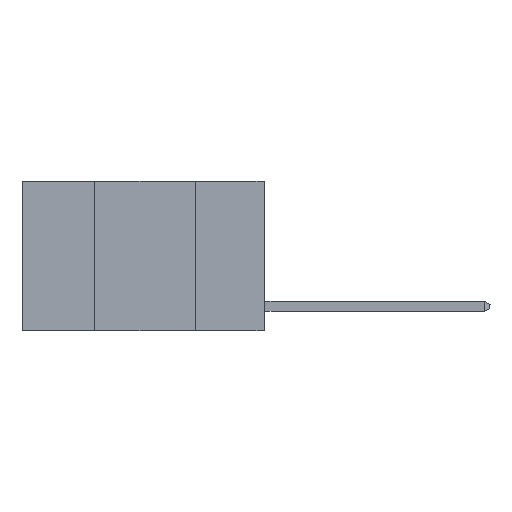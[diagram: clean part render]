
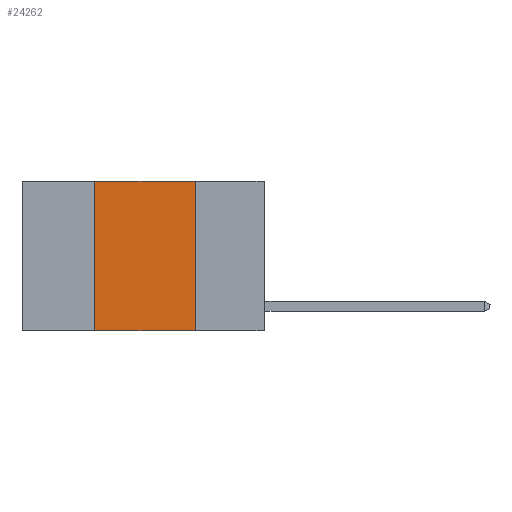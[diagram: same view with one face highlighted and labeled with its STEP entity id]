
A CAD part, left-side view. The second image highlights one B-rep face of the part: STEP entity #24262.
In plain terms, the highlighted planar face has unit normal (-1, 0, 0).
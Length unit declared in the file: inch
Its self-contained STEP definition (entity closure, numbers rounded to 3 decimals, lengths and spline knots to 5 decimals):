
#470 = EDGE_CURVE ( 'NONE', #12304, #17948, #17668, .T. ) ;
#1082 = DIRECTION ( 'NONE',  ( 0., 0., -1. ) ) ;
#2241 = EDGE_CURVE ( 'NONE', #17948, #15086, #13444, .T. ) ;
#2533 = CARTESIAN_POINT ( 'NONE',  ( 0., 0.42, 0. ) ) ;
#4136 = ORIENTED_EDGE ( 'NONE', *, *, #21139, .F. ) ;
#4527 = VERTEX_POINT ( 'NONE', #6851 ) ;
#4744 = AXIS2_PLACEMENT_3D ( 'NONE', #23733, #12428, #1082 ) ;
#5564 = LINE ( 'NONE', #23979, #19448 ) ;
#6754 = FACE_OUTER_BOUND ( 'NONE', #14779, .T. ) ;
#6851 = CARTESIAN_POINT ( 'NONE',  ( 0., 0.17, -0.37 ) ) ;
#7276 = VECTOR ( 'NONE', #18239, 39.37008 ) ;
#9332 = CARTESIAN_POINT ( 'NONE',  ( 0., 0.6, 0. ) ) ;
#12304 = VERTEX_POINT ( 'NONE', #16763 ) ;
#12428 = DIRECTION ( 'NONE',  ( 1., 0., 0. ) ) ;
#12436 = ORIENTED_EDGE ( 'NONE', *, *, #470, .F. ) ;
#13379 = DIRECTION ( 'NONE',  ( 0., 0., 1. ) ) ;
#13444 = LINE ( 'NONE', #9332, #7276 ) ;
#14181 = VECTOR ( 'NONE', #21210, 39.37008 ) ;
#14779 = EDGE_LOOP ( 'NONE', ( #4136, #16288, #12436, #20068 ) ) ;
#15086 = VERTEX_POINT ( 'NONE', #18681 ) ;
#16288 = ORIENTED_EDGE ( 'NONE', *, *, #2241, .F. ) ;
#16763 = CARTESIAN_POINT ( 'NONE',  ( 0., 0.42, -0.37 ) ) ;
#17668 = LINE ( 'NONE', #20149, #22093 ) ;
#17948 = VERTEX_POINT ( 'NONE', #2533 ) ;
#18036 = PLANE ( 'NONE',  #4744 ) ;
#18239 = DIRECTION ( 'NONE',  ( 0., -1., 0. ) ) ;
#18681 = CARTESIAN_POINT ( 'NONE',  ( 0., 0.17, 0. ) ) ;
#19448 = VECTOR ( 'NONE', #21918, 39.37008 ) ;
#20068 = ORIENTED_EDGE ( 'NONE', *, *, #24360, .T. ) ;
#20149 = CARTESIAN_POINT ( 'NONE',  ( 0., 0.42, 0. ) ) ;
#21139 = EDGE_CURVE ( 'NONE', #15086, #4527, #23043, .T. ) ;
#21210 = DIRECTION ( 'NONE',  ( 0., 0., -1. ) ) ;
#21918 = DIRECTION ( 'NONE',  ( 0., -1., 0. ) ) ;
#22093 = VECTOR ( 'NONE', #13379, 39.37008 ) ;
#23043 = LINE ( 'NONE', #23123, #14181 ) ;
#23123 = CARTESIAN_POINT ( 'NONE',  ( 0., 0.17, 0. ) ) ;
#23733 = CARTESIAN_POINT ( 'NONE',  ( 0., 0.6, 0. ) ) ;
#23979 = CARTESIAN_POINT ( 'NONE',  ( 0., 0.6, -0.37 ) ) ;
#24262 = ADVANCED_FACE ( 'NONE', ( #6754 ), #18036, .F. ) ;
#24360 = EDGE_CURVE ( 'NONE', #12304, #4527, #5564, .T. ) ;
